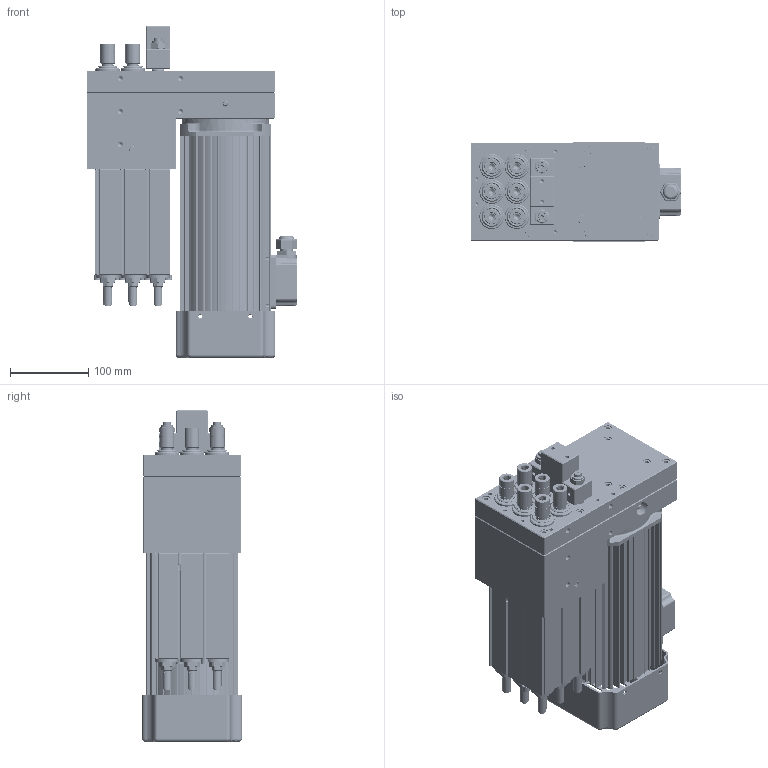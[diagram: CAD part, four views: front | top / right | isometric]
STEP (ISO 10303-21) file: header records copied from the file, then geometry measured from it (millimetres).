
FILE_DESCRIPTION (( 'STEP AP214' ), '1' );
FILE_NAME ('PZ35H10A-0001.STEP', '2024-07-02T06:05:11', ( 'Sysceo.com' ), ( '' ), 'SwSTEP 2.0', 'SolidWorks 2018', '' );
FILE_SCHEMA (( 'AUTOMOTIVE_DESIGN' ));
Length unit declared in the file: millimetre
Products named in the file (2): PZ35H10A-0001
Bounding box: 268.91 x 127 x 423.5 mm (x, y, z)
Volume: 7675574.2 mm3; surface area: 1162239.8 mm2
Topology: 93 solids, 93 shells, 3601 faces, 8483 edges, 5223 vertices
Faces by surface type: cylinder 1473, plane 1289, cone 638, torus 152, bspline 47, sphere 2
Entity records: 111393 total; most frequent: CARTESIAN_POINT 24950, DIRECTION 18656, ORIENTED_EDGE 16686, EDGE_CURVE 8343, AXIS2_PLACEMENT_3D 7296, VERTEX_POINT 5222, EDGE_LOOP 4147, VECTOR 4064
